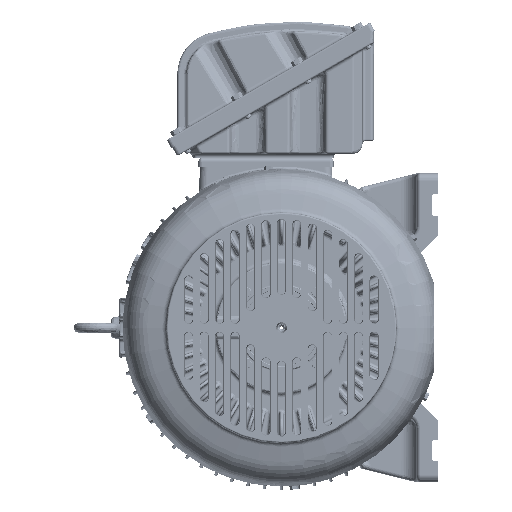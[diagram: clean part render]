
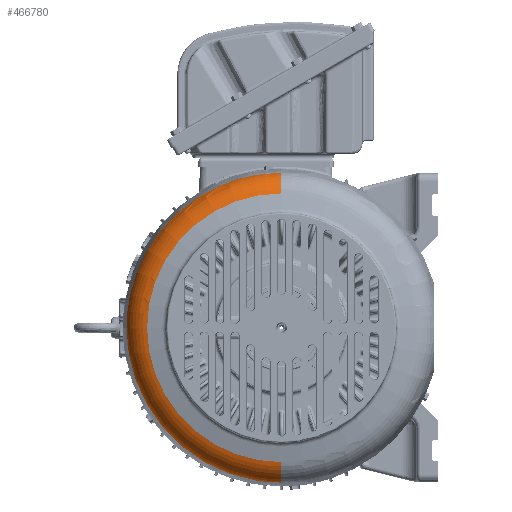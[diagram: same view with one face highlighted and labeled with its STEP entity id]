
A CAD part, left-side view. The second image highlights one B-rep face of the part: STEP entity #466780.
In plain terms, the highlighted toroidal (fillet/blend) face has major radius 164.345 mm and minor radius 37 mm.
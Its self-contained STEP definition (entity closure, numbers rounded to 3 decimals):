
#464313=CARTESIAN_POINT('Vertex',(-313.852,0.,200.433)) ;
#464363=CARTESIAN_POINT('Axis2P3D Location',(-305.686,0.,-164.345)) ;
#464367=CARTESIAN_POINT('Vertex',(-313.852,0.,-200.433)) ;
#464369=CARTESIAN_POINT('Vertex',(-341.426,0.,-173.922)) ;
#464377=CARTESIAN_POINT('Axis2P3D Location',(-305.686,0.,164.345)) ;
#464381=CARTESIAN_POINT('Vertex',(-341.426,0.,173.922)) ;
#466716=CARTESIAN_POINT('Vertex',(-313.852,200.433,0.)) ;
#466720=CARTESIAN_POINT('Control Point',(-313.852,0.,200.433)) ;
#466721=CARTESIAN_POINT('Control Point',(-313.852,5.016,200.433)) ;
#466722=CARTESIAN_POINT('Control Point',(-313.852,10.031,200.276)) ;
#466723=CARTESIAN_POINT('Control Point',(-313.852,15.269,199.957)) ;
#466724=CARTESIAN_POINT('Control Point',(-313.852,23.965,199.178)) ;
#466725=CARTESIAN_POINT('Control Point',(-313.852,34.805,197.444)) ;
#466726=CARTESIAN_POINT('Control Point',(-313.852,38.827,196.707)) ;
#466727=CARTESIAN_POINT('Control Point',(-313.852,47.345,194.912)) ;
#466728=CARTESIAN_POINT('Control Point',(-313.852,57.493,192.116)) ;
#466729=CARTESIAN_POINT('Control Point',(-313.852,62.796,190.479)) ;
#466730=CARTESIAN_POINT('Control Point',(-313.852,74.622,186.323)) ;
#466731=CARTESIAN_POINT('Control Point',(-313.852,87.627,180.499)) ;
#466732=CARTESIAN_POINT('Control Point',(-313.852,94.552,176.996)) ;
#466733=CARTESIAN_POINT('Control Point',(-313.852,107.753,169.45)) ;
#466734=CARTESIAN_POINT('Control Point',(-313.852,120.632,160.332)) ;
#466735=CARTESIAN_POINT('Control Point',(-313.852,126.617,155.657)) ;
#466736=CARTESIAN_POINT('Control Point',(-313.852,138.205,145.671)) ;
#466737=CARTESIAN_POINT('Control Point',(-313.852,148.882,134.525)) ;
#466738=CARTESIAN_POINT('Control Point',(-313.852,153.954,128.69)) ;
#466739=CARTESIAN_POINT('Control Point',(-313.852,164.957,114.727)) ;
#466740=CARTESIAN_POINT('Control Point',(-313.852,174.382,99.583)) ;
#466741=CARTESIAN_POINT('Control Point',(-313.852,179.157,90.708)) ;
#466742=CARTESIAN_POINT('Control Point',(-313.852,187.568,72.419)) ;
#466743=CARTESIAN_POINT('Control Point',(-313.852,193.632,53.217)) ;
#466744=CARTESIAN_POINT('Control Point',(-313.852,196.062,43.429)) ;
#466745=CARTESIAN_POINT('Control Point',(-313.852,198.717,28.854)) ;
#466746=CARTESIAN_POINT('Control Point',(-313.852,200.018,14.119)) ;
#466747=CARTESIAN_POINT('Control Point',(-313.852,200.295,9.416)) ;
#466748=CARTESIAN_POINT('Control Point',(-313.852,200.433,4.708)) ;
#466749=CARTESIAN_POINT('Control Point',(-313.852,200.433,0.)) ;
#466758=CARTESIAN_POINT('Axis2P3D Location',(-305.686,0.,0.)) ;
#466763=CARTESIAN_POINT('Axis2P3D Location',(-313.852,0.,0.)) ;
#466768=CARTESIAN_POINT('Axis2P3D Location',(-341.426,0.,0.)) ;
#464364=DIRECTION('Axis2P3D Direction',(-0.,1.,0.)) ;
#464378=DIRECTION('Axis2P3D Direction',(0.,-1.,0.)) ;
#466759=DIRECTION('Axis2P3D Direction',(-1.,-0.,-0.)) ;
#466760=DIRECTION('Axis2P3D XDirection',(0.,0.,1.)) ;
#466764=DIRECTION('Axis2P3D Direction',(-1.,0.,0.)) ;
#466769=DIRECTION('Axis2P3D Direction',(-1.,0.,0.)) ;
#464365=AXIS2_PLACEMENT_3D('Circle Axis2P3D',#464363,#464364,$) ;
#464379=AXIS2_PLACEMENT_3D('Circle Axis2P3D',#464377,#464378,$) ;
#466761=AXIS2_PLACEMENT_3D('Torus Axis2P3D',#466758,#466759,#466760) ;
#466765=AXIS2_PLACEMENT_3D('Circle Axis2P3D',#466763,#466764,$) ;
#466770=AXIS2_PLACEMENT_3D('Circle Axis2P3D',#466768,#466769,$) ;
#466774=ORIENTED_EDGE('',*,*,#466750,.T.) ;
#466775=ORIENTED_EDGE('',*,*,#466767,.T.) ;
#466776=ORIENTED_EDGE('',*,*,#464371,.T.) ;
#466777=ORIENTED_EDGE('',*,*,#466772,.F.) ;
#466778=ORIENTED_EDGE('',*,*,#464383,.F.) ;
#466780=ADVANCED_FACE('\X2\51434EF6672C9AD4\X0\',(#466779),#466762,.T.) ;
#466719=B_SPLINE_CURVE_WITH_KNOTS('',5,(#466720,#466721,#466722,#466723,#466724,#466725,#466726,#466727,#466728,#466729,#466730,#466731,#466732,#466733,#466734,#466735,#466736,#466737,#466738,#466739,#466740,#466741,#466742,#466743,#466744,#466745,#466746,#466747,#466748,#466749),.UNSPECIFIED.,.F.,.U.,(6,3,3,3,3,3,3,3,3,6),(0.,116.371,176.682,232.951,293.488,348.282,403.077,474.339,545.601,578.891),.UNSPECIFIED.) ;
#464366=CIRCLE('generated circle',#464365,37.) ;
#464380=CIRCLE('generated circle',#464379,37.) ;
#466766=CIRCLE('generated circle',#466765,200.433) ;
#466771=CIRCLE('generated circle',#466770,173.922) ;
#466762=TOROIDAL_SURFACE('homeo Torus',#466761,164.345,37.) ;
#464371=EDGE_CURVE('',#464368,#464370,#464366,.T.) ;
#464383=EDGE_CURVE('',#464314,#464382,#464380,.T.) ;
#466750=EDGE_CURVE('',#464314,#466717,#466719,.T.) ;
#466767=EDGE_CURVE('',#466717,#464368,#466766,.T.) ;
#466772=EDGE_CURVE('',#464382,#464370,#466771,.T.) ;
#466773=EDGE_LOOP('',(#466774,#466775,#466776,#466777,#466778)) ;
#466779=FACE_OUTER_BOUND('',#466773,.T.) ;
#464314=VERTEX_POINT('',#464313) ;
#464368=VERTEX_POINT('',#464367) ;
#464370=VERTEX_POINT('',#464369) ;
#464382=VERTEX_POINT('',#464381) ;
#466717=VERTEX_POINT('',#466716) ;
